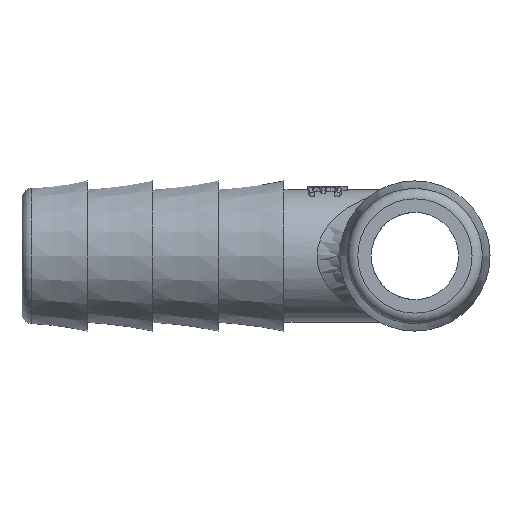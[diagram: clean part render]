
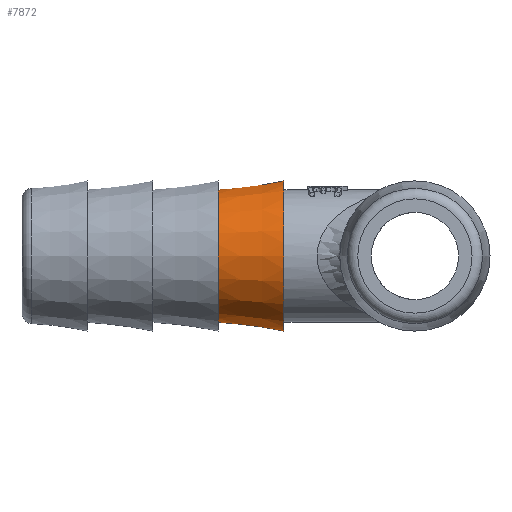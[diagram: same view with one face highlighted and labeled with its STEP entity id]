
A CAD part, left-side view. The second image highlights one B-rep face of the part: STEP entity #7872.
In plain terms, the highlighted conical face has half-angle 7.595 degrees and reference radius 5.144 mm.
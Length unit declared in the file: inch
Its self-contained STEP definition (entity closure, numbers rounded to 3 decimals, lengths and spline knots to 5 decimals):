
#7841=CARTESIAN_POINT('',(0.19,0.5625,0.0));
#7842=VERTEX_POINT('',#7841);
#7843=CARTESIAN_POINT('',(0.0,0.5625,0.0));
#7844=DIRECTION('',(0.0,-1.0,0.0));
#7845=DIRECTION('',(1.0,0.0,0.0));
#7846=AXIS2_PLACEMENT_3D('',#7843,#7844,#7845);
#7847=CIRCLE('',#7846,0.19);
#7848=EDGE_CURVE('',#7842,#7842,#7847,.T.);
#7853=CARTESIAN_POINT('',(0.0,0.46875,0.0));
#7854=DIRECTION('',(0.0,-1.0,0.0));
#7855=DIRECTION('',(1.0,0.0,0.0));
#7856=AXIS2_PLACEMENT_3D('',#7853,#7854,#7855);
#7857=CONICAL_SURFACE('',#7856,0.2025,7.595);
#7858=CARTESIAN_POINT('',(0.215,0.375,0.0));
#7859=VERTEX_POINT('',#7858);
#7860=CARTESIAN_POINT('',(0.0,0.375,0.0));
#7861=DIRECTION('',(0.0,-1.0,0.0));
#7862=DIRECTION('',(1.0,0.0,0.0));
#7863=AXIS2_PLACEMENT_3D('',#7860,#7861,#7862);
#7864=CIRCLE('',#7863,0.215);
#7865=EDGE_CURVE('',#7859,#7859,#7864,.T.);
#7866=ORIENTED_EDGE('',*,*,#7865,.F.);
#7867=EDGE_LOOP('',(#7866));
#7868=FACE_OUTER_BOUND('',#7867,.T.);
#7869=ORIENTED_EDGE('',*,*,#7848,.T.);
#7870=EDGE_LOOP('',(#7869));
#7871=FACE_BOUND('',#7870,.T.);
#7872=ADVANCED_FACE('',(#7868,#7871),#7857,.T.);
